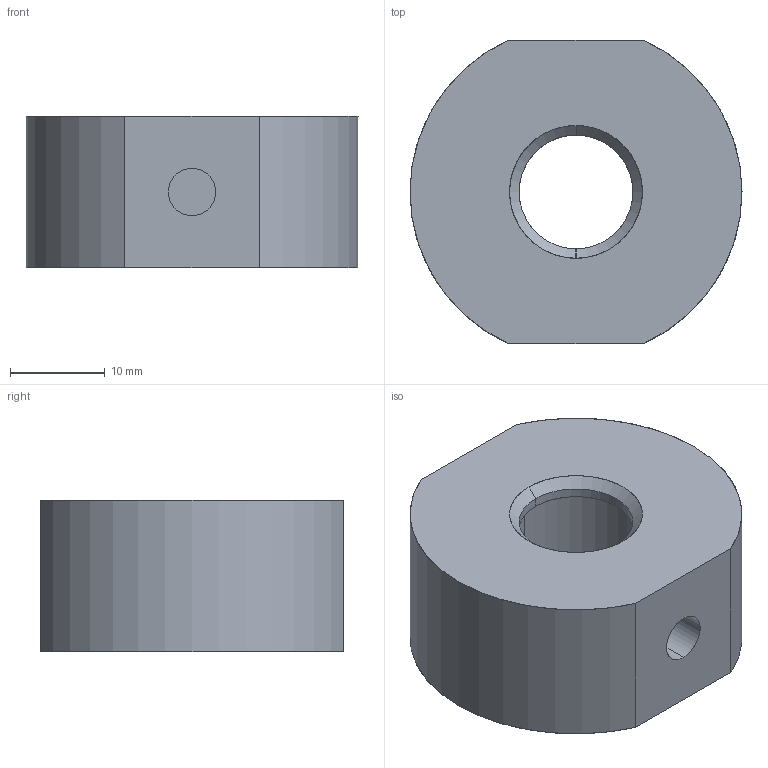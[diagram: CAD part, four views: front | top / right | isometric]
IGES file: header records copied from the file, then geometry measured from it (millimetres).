
Start section: SolidWorks IGES file using analytic representation for surfaces
Global section: file name: optic component mount base_64557.igs; native system: SolidWorks 2018; preprocessor: SolidWorks 2018; author: mabramson; date: 190724.102437; units: millimetre
Bounding box: 35 x 32 x 16 mm (x, y, z)
Surface area: 4837.4 mm2 (no closed solid volume)
Topology: 0 solids, 0 shells, 27 faces, 532 edges, 532 vertices
Faces by surface type: revolution 18, bspline 9
